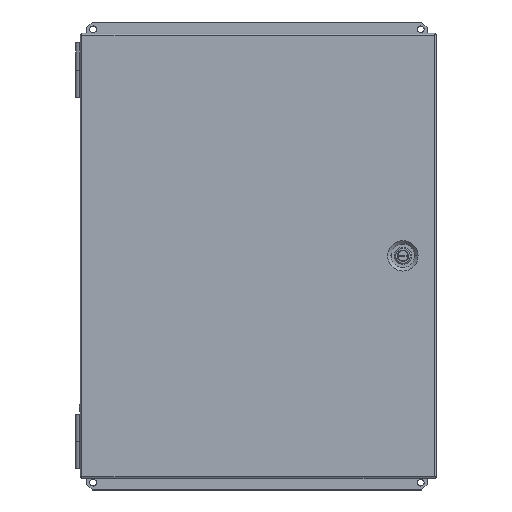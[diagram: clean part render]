
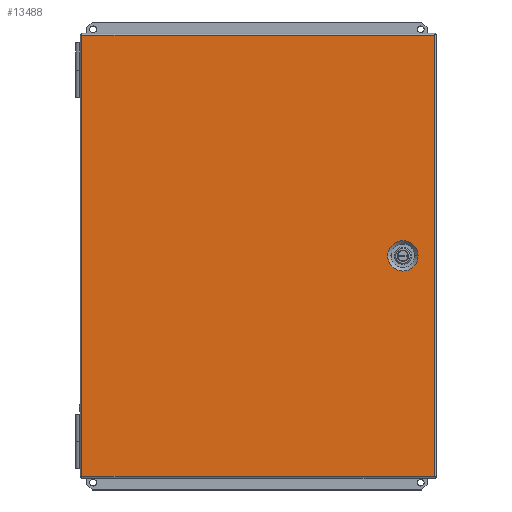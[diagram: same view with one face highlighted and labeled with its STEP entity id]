
A CAD part, top view. The second image highlights one B-rep face of the part: STEP entity #13488.
In plain terms, the highlighted planar face has unit normal (0, 0, 1).
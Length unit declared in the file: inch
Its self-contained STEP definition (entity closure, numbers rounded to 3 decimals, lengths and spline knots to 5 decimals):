
#159 = LINE ( 'NONE', #30087, #19516 ) ;
#1239 = EDGE_CURVE ( 'NONE', #27264, #10066, #159, .T. ) ;
#1307 = CARTESIAN_POINT ( 'NONE',  ( 7.38139, 0., 3.621 ) ) ;
#1613 = CARTESIAN_POINT ( 'NONE',  ( 6.6865, 0., 3.621 ) ) ;
#2039 = AXIS2_PLACEMENT_3D ( 'NONE', #21150, #13751, #21365 ) ;
#2787 = PLANE ( 'NONE',  #4363 ) ;
#2869 = ORIENTED_EDGE ( 'NONE', *, *, #23986, .T. ) ;
#3562 = DIRECTION ( 'NONE',  ( 0., 1., 0. ) ) ;
#4363 = AXIS2_PLACEMENT_3D ( 'NONE', #17396, #7577, #24652 ) ;
#5732 = FACE_OUTER_BOUND ( 'NONE', #6317, .T. ) ;
#5823 = CARTESIAN_POINT ( 'NONE',  ( -8.0085, -10.1815, 3.621 ) ) ;
#6317 = EDGE_LOOP ( 'NONE', ( #9932, #2869, #21730, #29450 ) ) ;
#6760 = DIRECTION ( 'NONE',  ( -1., 0., 0. ) ) ;
#7577 = DIRECTION ( 'NONE',  ( 0., 0., 1. ) ) ;
#7696 = CIRCLE ( 'NONE', #2039, 0.69489 ) ;
#8821 = ORIENTED_EDGE ( 'NONE', *, *, #31358, .T. ) ;
#9932 = ORIENTED_EDGE ( 'NONE', *, *, #25675, .T. ) ;
#10066 = VERTEX_POINT ( 'NONE', #11443 ) ;
#10203 = VECTOR ( 'NONE', #6760, 39.37008 ) ;
#10891 = VECTOR ( 'NONE', #10966, 39.37008 ) ;
#10966 = DIRECTION ( 'NONE',  ( 1., 0., 0. ) ) ;
#11063 = CARTESIAN_POINT ( 'NONE',  ( -8.0945, -10.0955, 3.621 ) ) ;
#11443 = CARTESIAN_POINT ( 'NONE',  ( 8.1335, 10.0955, 3.621 ) ) ;
#12019 = LINE ( 'NONE', #11063, #10891 ) ;
#12942 = EDGE_LOOP ( 'NONE', ( #31365, #8821 ) ) ;
#13488 = ADVANCED_FACE ( 'NONE', ( #28012, #5732 ), #2787, .T. ) ;
#13751 = DIRECTION ( 'NONE',  ( 0., 0., -1. ) ) ;
#14909 = VERTEX_POINT ( 'NONE', #28737 ) ;
#15397 = CARTESIAN_POINT ( 'NONE',  ( -8.0085, 10.0955, 3.621 ) ) ;
#17396 = CARTESIAN_POINT ( 'NONE',  ( -8.0945, -10.1815, 3.621 ) ) ;
#17766 = CARTESIAN_POINT ( 'NONE',  ( 5.99161, 0., 3.621 ) ) ;
#17872 = VERTEX_POINT ( 'NONE', #17766 ) ;
#19094 = VERTEX_POINT ( 'NONE', #15397 ) ;
#19516 = VECTOR ( 'NONE', #3562, 39.37008 ) ;
#21000 = DIRECTION ( 'NONE',  ( 1., 0., 0. ) ) ;
#21150 = CARTESIAN_POINT ( 'NONE',  ( 6.6865, 0., 3.621 ) ) ;
#21365 = DIRECTION ( 'NONE',  ( 1., 0., 0. ) ) ;
#21662 = CIRCLE ( 'NONE', #31009, 0.69489 ) ;
#21730 = ORIENTED_EDGE ( 'NONE', *, *, #29773, .T. ) ;
#21961 = EDGE_CURVE ( 'NONE', #28160, #17872, #21662, .T. ) ;
#23387 = LINE ( 'NONE', #28596, #10203 ) ;
#23986 = EDGE_CURVE ( 'NONE', #19094, #14909, #27012, .T. ) ;
#24652 = DIRECTION ( 'NONE',  ( 1., 0., 0. ) ) ;
#25675 = EDGE_CURVE ( 'NONE', #10066, #19094, #23387, .T. ) ;
#27012 = LINE ( 'NONE', #5823, #31139 ) ;
#27264 = VERTEX_POINT ( 'NONE', #29161 ) ;
#27785 = DIRECTION ( 'NONE',  ( 0., -1., 0. ) ) ;
#28012 = FACE_BOUND ( 'NONE', #12942, .T. ) ;
#28160 = VERTEX_POINT ( 'NONE', #1307 ) ;
#28596 = CARTESIAN_POINT ( 'NONE',  ( -8.0945, 10.0955, 3.621 ) ) ;
#28737 = CARTESIAN_POINT ( 'NONE',  ( -8.0085, -10.0955, 3.621 ) ) ;
#29161 = CARTESIAN_POINT ( 'NONE',  ( 8.1335, -10.0955, 3.621 ) ) ;
#29450 = ORIENTED_EDGE ( 'NONE', *, *, #1239, .T. ) ;
#29773 = EDGE_CURVE ( 'NONE', #14909, #27264, #12019, .T. ) ;
#30087 = CARTESIAN_POINT ( 'NONE',  ( 8.1335, -10.1815, 3.621 ) ) ;
#30394 = DIRECTION ( 'NONE',  ( 0., 0., -1. ) ) ;
#31009 = AXIS2_PLACEMENT_3D ( 'NONE', #1613, #30394, #21000 ) ;
#31139 = VECTOR ( 'NONE', #27785, 39.37008 ) ;
#31358 = EDGE_CURVE ( 'NONE', #17872, #28160, #7696, .T. ) ;
#31365 = ORIENTED_EDGE ( 'NONE', *, *, #21961, .T. ) ;
